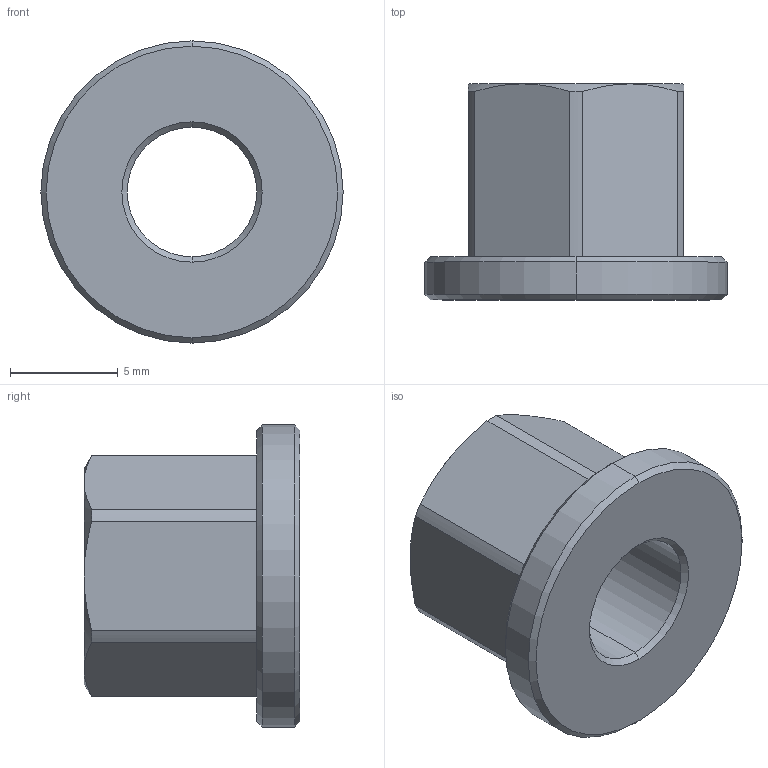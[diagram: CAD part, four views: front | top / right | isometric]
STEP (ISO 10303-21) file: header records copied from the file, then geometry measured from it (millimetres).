
FILE_DESCRIPTION (( 'STEP AP214' ), '1' );
FILE_NAME ('805-206.step', '2009-06-11T09:22:54', ( 'SysAdmin' ), ( 'SolidWorks' ), 'SwSTEP 2.0', 'SolidWorks 2009', '' );
FILE_SCHEMA (( 'AUTOMOTIVE_DESIGN' ));
Length unit declared in the file: millimetre
Products named in the file (1): 805-206
Bounding box: 14 x 10 x 14 mm (x, y, z)
Volume: 711.2 mm3; surface area: 780.9 mm2
Topology: 1 solids, 1 shells, 33 faces, 77 edges, 47 vertices
Faces by surface type: cone 13, cylinder 11, plane 9
Entity records: 1008 total; most frequent: CARTESIAN_POINT 210, DIRECTION 168, ORIENTED_EDGE 154, EDGE_CURVE 77, AXIS2_PLACEMENT_3D 69, VERTEX_POINT 47, EDGE_LOOP 36, CIRCLE 35
